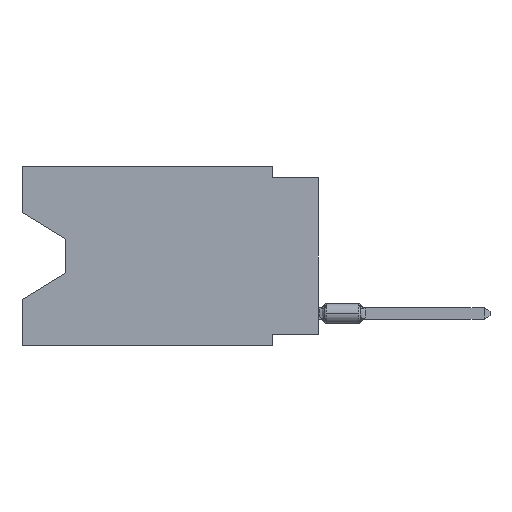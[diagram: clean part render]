
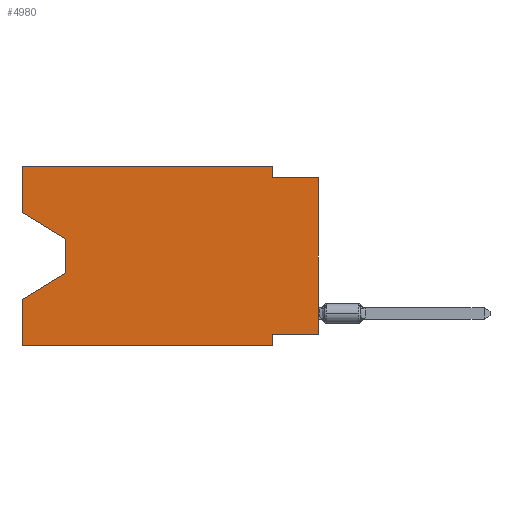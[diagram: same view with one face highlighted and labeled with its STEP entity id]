
A CAD part, left-side view. The second image highlights one B-rep face of the part: STEP entity #4980.
In plain terms, the highlighted planar face has unit normal (-1, 0, 0).
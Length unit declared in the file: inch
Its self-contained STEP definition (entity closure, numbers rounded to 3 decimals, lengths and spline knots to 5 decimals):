
#160 = CARTESIAN_POINT ( 'NONE',  ( 0., 0.1, 0. ) ) ;
#380 = CARTESIAN_POINT ( 'NONE',  ( 0., 0., -0.025 ) ) ;
#808 = VECTOR ( 'NONE', #1644, 39.37008 ) ;
#942 = ORIENTED_EDGE ( 'NONE', *, *, #9458, .F. ) ;
#1023 = DIRECTION ( 'NONE',  ( 1., 0., 0. ) ) ;
#1105 = CARTESIAN_POINT ( 'NONE',  ( 0., 0.645, 0. ) ) ;
#1206 = VECTOR ( 'NONE', #15306, 39.37008 ) ;
#1307 = CARTESIAN_POINT ( 'NONE',  ( 0., 0.645, -0.10025 ) ) ;
#1644 = DIRECTION ( 'NONE',  ( 0., 1., 0. ) ) ;
#1869 = CARTESIAN_POINT ( 'NONE',  ( 0., 0.1, -0.365 ) ) ;
#1948 = EDGE_CURVE ( 'NONE', #8657, #12604, #6898, .T. ) ;
#1990 = ORIENTED_EDGE ( 'NONE', *, *, #15179, .F. ) ;
#2260 = VERTEX_POINT ( 'NONE', #16922 ) ;
#2435 = CARTESIAN_POINT ( 'NONE',  ( 0., 0.55, -0.232 ) ) ;
#2806 = VECTOR ( 'NONE', #10981, 39.37008 ) ;
#3611 = VECTOR ( 'NONE', #12467, 39.37008 ) ;
#3809 = LINE ( 'NONE', #2435, #9360 ) ;
#3832 = CARTESIAN_POINT ( 'NONE',  ( 0., 0.55, -0.158 ) ) ;
#4183 = EDGE_CURVE ( 'NONE', #5517, #9372, #3809, .T. ) ;
#4363 = CARTESIAN_POINT ( 'NONE',  ( 0., 0.645, 0. ) ) ;
#4392 = LINE ( 'NONE', #9722, #808 ) ;
#4409 = VERTEX_POINT ( 'NONE', #14948 ) ;
#4746 = CARTESIAN_POINT ( 'NONE',  ( 0., 0.645, 0. ) ) ;
#4819 = DIRECTION ( 'NONE',  ( 0., -1., 0. ) ) ;
#4880 = EDGE_CURVE ( 'NONE', #15850, #8657, #16451, .T. ) ;
#4980 = ADVANCED_FACE ( 'NONE', ( #13025 ), #12943, .F. ) ;
#5155 = CARTESIAN_POINT ( 'NONE',  ( 0., 0.645, -0.28975 ) ) ;
#5346 = CARTESIAN_POINT ( 'NONE',  ( 0., 0.645, -0.39 ) ) ;
#5376 = EDGE_CURVE ( 'NONE', #5690, #5517, #11538, .T. ) ;
#5385 = CARTESIAN_POINT ( 'NONE',  ( 0., 0.55, -0.158 ) ) ;
#5506 = LINE ( 'NONE', #6882, #2806 ) ;
#5517 = VERTEX_POINT ( 'NONE', #14154 ) ;
#5690 = VERTEX_POINT ( 'NONE', #5385 ) ;
#5737 = VECTOR ( 'NONE', #7664, 39.37008 ) ;
#5894 = CARTESIAN_POINT ( 'NONE',  ( 0., 0.645, -0.10025 ) ) ;
#6297 = CARTESIAN_POINT ( 'NONE',  ( 0., 0.645, 0. ) ) ;
#6307 = VERTEX_POINT ( 'NONE', #11495 ) ;
#6352 = DIRECTION ( 'NONE',  ( 0., 0., -1. ) ) ;
#6366 = VERTEX_POINT ( 'NONE', #8543 ) ;
#6466 = DIRECTION ( 'NONE',  ( 0., -0.855, -0.519 ) ) ;
#6541 = CARTESIAN_POINT ( 'NONE',  ( 0., 0.645, 0. ) ) ;
#6863 = ORIENTED_EDGE ( 'NONE', *, *, #11588, .T. ) ;
#6882 = CARTESIAN_POINT ( 'NONE',  ( 0., 0.1, -0.39 ) ) ;
#6895 = DIRECTION ( 'NONE',  ( 0., -1., 0. ) ) ;
#6898 = LINE ( 'NONE', #9557, #14521 ) ;
#7629 = ORIENTED_EDGE ( 'NONE', *, *, #1948, .F. ) ;
#7664 = DIRECTION ( 'NONE',  ( 0., 0., 1. ) ) ;
#8026 = DIRECTION ( 'NONE',  ( 0., 0.855, -0.519 ) ) ;
#8295 = AXIS2_PLACEMENT_3D ( 'NONE', #1105, #1023, #6352 ) ;
#8365 = DIRECTION ( 'NONE',  ( 0., 0., -1. ) ) ;
#8468 = ORIENTED_EDGE ( 'NONE', *, *, #13328, .F. ) ;
#8543 = CARTESIAN_POINT ( 'NONE',  ( 0., 0., -0.365 ) ) ;
#8657 = VERTEX_POINT ( 'NONE', #160 ) ;
#8835 = ORIENTED_EDGE ( 'NONE', *, *, #9935, .T. ) ;
#9059 = EDGE_CURVE ( 'NONE', #12604, #2260, #12126, .T. ) ;
#9360 = VECTOR ( 'NONE', #8026, 39.37008 ) ;
#9372 = VERTEX_POINT ( 'NONE', #5155 ) ;
#9458 = EDGE_CURVE ( 'NONE', #9624, #6307, #5506, .T. ) ;
#9557 = CARTESIAN_POINT ( 'NONE',  ( 0., 0.1, 0. ) ) ;
#9624 = VERTEX_POINT ( 'NONE', #1869 ) ;
#9722 = CARTESIAN_POINT ( 'NONE',  ( 0., 0., -0.365 ) ) ;
#9775 = LINE ( 'NONE', #4363, #14548 ) ;
#9935 = EDGE_CURVE ( 'NONE', #4409, #6307, #10254, .T. ) ;
#10122 = VECTOR ( 'NONE', #16853, 39.37008 ) ;
#10254 = LINE ( 'NONE', #5346, #14833 ) ;
#10289 = ORIENTED_EDGE ( 'NONE', *, *, #13402, .T. ) ;
#10312 = ORIENTED_EDGE ( 'NONE', *, *, #4880, .F. ) ;
#10620 = ORIENTED_EDGE ( 'NONE', *, *, #12633, .F. ) ;
#10981 = DIRECTION ( 'NONE',  ( 0., 0., -1. ) ) ;
#11125 = DIRECTION ( 'NONE',  ( 0., 0., 1. ) ) ;
#11351 = LINE ( 'NONE', #6297, #5737 ) ;
#11495 = CARTESIAN_POINT ( 'NONE',  ( 0., 0.1, -0.39 ) ) ;
#11538 = LINE ( 'NONE', #3832, #1206 ) ;
#11588 = EDGE_CURVE ( 'NONE', #16732, #5690, #12973, .T. ) ;
#11726 = LINE ( 'NONE', #16937, #10122 ) ;
#12093 = VECTOR ( 'NONE', #6466, 39.37008 ) ;
#12126 = LINE ( 'NONE', #380, #3611 ) ;
#12173 = EDGE_LOOP ( 'NONE', ( #6863, #12490, #14138, #10620, #8835, #942, #8468, #10289, #13794, #7629, #10312, #1990 ) ) ;
#12467 = DIRECTION ( 'NONE',  ( 0., -1., 0. ) ) ;
#12490 = ORIENTED_EDGE ( 'NONE', *, *, #5376, .T. ) ;
#12604 = VERTEX_POINT ( 'NONE', #14701 ) ;
#12633 = EDGE_CURVE ( 'NONE', #4409, #9372, #11351, .T. ) ;
#12657 = VECTOR ( 'NONE', #4819, 39.37008 ) ;
#12943 = PLANE ( 'NONE',  #8295 ) ;
#12973 = LINE ( 'NONE', #1307, #12093 ) ;
#13025 = FACE_OUTER_BOUND ( 'NONE', #12173, .T. ) ;
#13328 = EDGE_CURVE ( 'NONE', #6366, #9624, #4392, .T. ) ;
#13402 = EDGE_CURVE ( 'NONE', #6366, #2260, #11726, .T. ) ;
#13794 = ORIENTED_EDGE ( 'NONE', *, *, #9059, .F. ) ;
#14138 = ORIENTED_EDGE ( 'NONE', *, *, #4183, .T. ) ;
#14154 = CARTESIAN_POINT ( 'NONE',  ( 0., 0.55, -0.232 ) ) ;
#14521 = VECTOR ( 'NONE', #8365, 39.37008 ) ;
#14548 = VECTOR ( 'NONE', #11125, 39.37008 ) ;
#14701 = CARTESIAN_POINT ( 'NONE',  ( 0., 0.1, -0.025 ) ) ;
#14833 = VECTOR ( 'NONE', #6895, 39.37008 ) ;
#14948 = CARTESIAN_POINT ( 'NONE',  ( 0., 0.645, -0.39 ) ) ;
#15179 = EDGE_CURVE ( 'NONE', #16732, #15850, #9775, .T. ) ;
#15306 = DIRECTION ( 'NONE',  ( 0., 0., -1. ) ) ;
#15850 = VERTEX_POINT ( 'NONE', #6541 ) ;
#16451 = LINE ( 'NONE', #4746, #12657 ) ;
#16732 = VERTEX_POINT ( 'NONE', #5894 ) ;
#16853 = DIRECTION ( 'NONE',  ( 0., 0., 1. ) ) ;
#16922 = CARTESIAN_POINT ( 'NONE',  ( 0., 0., -0.025 ) ) ;
#16937 = CARTESIAN_POINT ( 'NONE',  ( 0., 0., 0. ) ) ;
